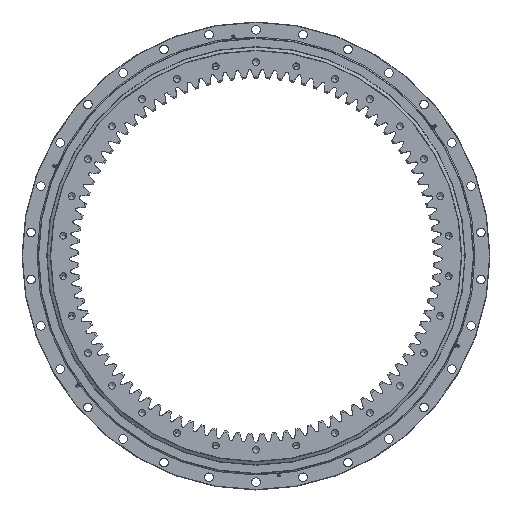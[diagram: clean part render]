
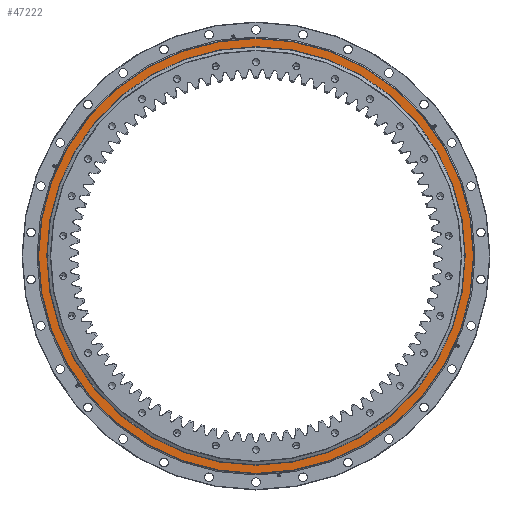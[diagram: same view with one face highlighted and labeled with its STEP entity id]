
A CAD part, top view. The second image highlights one B-rep face of the part: STEP entity #47222.
In plain terms, the highlighted face is planar.
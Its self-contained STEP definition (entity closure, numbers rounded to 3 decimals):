
#408 = VERTEX_POINT ( 'NONE', #43464 ) ;
#475 = CARTESIAN_POINT ( 'NONE',  ( -558.5, 0., -26. ) ) ;
#1211 = CARTESIAN_POINT ( 'NONE',  ( -530., 0., -26. ) ) ;
#2208 = CIRCLE ( 'NONE', #12864, 530. ) ;
#2539 = ORIENTED_EDGE ( 'NONE', *, *, #4246, .T. ) ;
#3141 = DIRECTION ( 'NONE',  ( 1., 0., 0. ) ) ;
#4246 = EDGE_CURVE ( 'NONE', #408, #22763, #13132, .T. ) ;
#5335 = FACE_OUTER_BOUND ( 'NONE', #19105, .T. ) ;
#6031 = DIRECTION ( 'NONE',  ( 0., 0., 1. ) ) ;
#6367 = EDGE_CURVE ( 'NONE', #14887, #27715, #38008, .T. ) ;
#7758 = EDGE_CURVE ( 'NONE', #22763, #408, #34386, .T. ) ;
#7956 = DIRECTION ( 'NONE',  ( 1., 0., 0. ) ) ;
#8162 = AXIS2_PLACEMENT_3D ( 'NONE', #21725, #47666, #3141 ) ;
#11063 = CARTESIAN_POINT ( 'NONE',  ( 0., 0., -26. ) ) ;
#11077 = DIRECTION ( 'NONE',  ( 1., 0., 0. ) ) ;
#12241 = DIRECTION ( 'NONE',  ( 0., 0., -1. ) ) ;
#12458 = CARTESIAN_POINT ( 'NONE',  ( 0., 0., -26. ) ) ;
#12864 = AXIS2_PLACEMENT_3D ( 'NONE', #12458, #31232, #23646 ) ;
#13132 = CIRCLE ( 'NONE', #8162, 557.5 ) ;
#14887 = VERTEX_POINT ( 'NONE', #32326 ) ;
#17168 = EDGE_LOOP ( 'NONE', ( #47502, #45315 ) ) ;
#19105 = EDGE_LOOP ( 'NONE', ( #44421, #2539 ) ) ;
#21725 = CARTESIAN_POINT ( 'NONE',  ( 0., 0., -26. ) ) ;
#22763 = VERTEX_POINT ( 'NONE', #41614 ) ;
#23646 = DIRECTION ( 'NONE',  ( 1., 0., 0. ) ) ;
#24720 = AXIS2_PLACEMENT_3D ( 'NONE', #11063, #12241, #27120 ) ;
#26482 = DIRECTION ( 'NONE',  ( 0., 0., 1. ) ) ;
#27120 = DIRECTION ( 'NONE',  ( 1., 0., 0. ) ) ;
#27715 = VERTEX_POINT ( 'NONE', #1211 ) ;
#29967 = AXIS2_PLACEMENT_3D ( 'NONE', #35582, #6031, #7956 ) ;
#31232 = DIRECTION ( 'NONE',  ( 0., 0., 1. ) ) ;
#32326 = CARTESIAN_POINT ( 'NONE',  ( 530., 0., -26. ) ) ;
#34386 = CIRCLE ( 'NONE', #24720, 557.5 ) ;
#35526 = FACE_BOUND ( 'NONE', #17168, .T. ) ;
#35582 = CARTESIAN_POINT ( 'NONE',  ( 0., 0., -26. ) ) ;
#38008 = CIRCLE ( 'NONE', #29967, 530. ) ;
#38862 = AXIS2_PLACEMENT_3D ( 'NONE', #475, #26482, #11077 ) ;
#41614 = CARTESIAN_POINT ( 'NONE',  ( 557.5, 0., -26. ) ) ;
#42515 = EDGE_CURVE ( 'NONE', #27715, #14887, #2208, .T. ) ;
#43464 = CARTESIAN_POINT ( 'NONE',  ( -557.5, 0., -26. ) ) ;
#44421 = ORIENTED_EDGE ( 'NONE', *, *, #7758, .T. ) ;
#45157 = PLANE ( 'NONE',  #38862 ) ;
#45315 = ORIENTED_EDGE ( 'NONE', *, *, #6367, .T. ) ;
#47222 = ADVANCED_FACE ( 'NONE', ( #35526, #5335 ), #45157, .F. ) ;
#47502 = ORIENTED_EDGE ( 'NONE', *, *, #42515, .T. ) ;
#47666 = DIRECTION ( 'NONE',  ( 0., 0., -1. ) ) ;
